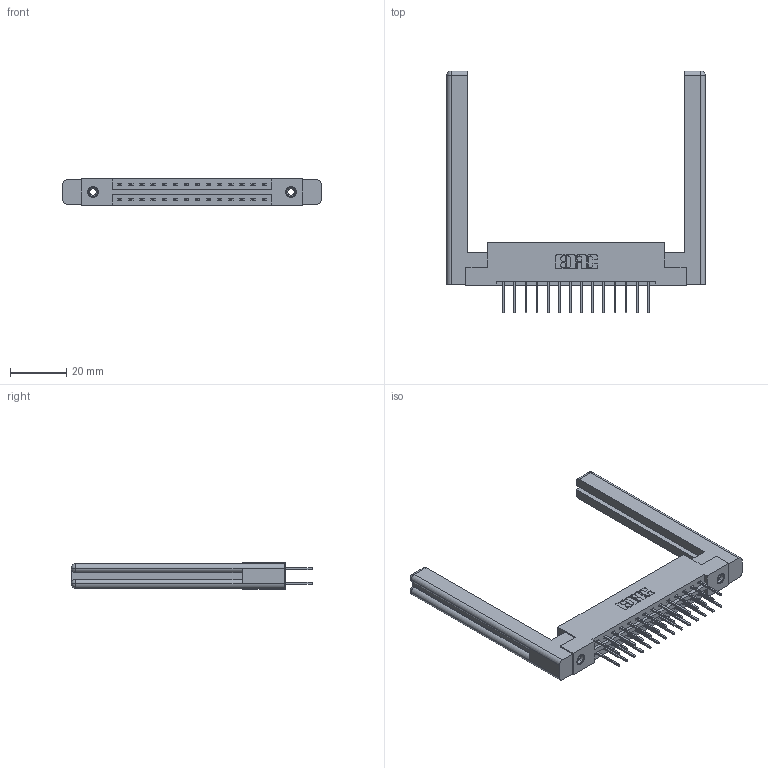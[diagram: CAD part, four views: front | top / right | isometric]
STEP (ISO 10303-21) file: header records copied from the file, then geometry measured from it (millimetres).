
FILE_DESCRIPTION (( 'STEP AP203' ), '1' );
FILE_NAME ('337-028-523-258.STEP', '2019-10-08T16:53:22', ( '' ), ( '' ), 'SwSTEP 2.0', 'SolidWorks 2016', '' );
FILE_SCHEMA (( 'CONFIG_CONTROL_DESIGN' ));
Length unit declared in the file: inch
Products named in the file (5): 345-292-001_345-293-123; 337 Part_Flush Mounting Lugs - 0.156 Dia-TI; 307-220-058; 345-250-001_345-250-001-102; 337-028-523-258
Assembly tree (33 placements, depth 2):
  337-028-523-258
    337 Part_Flush Mounting Lugs - 0.156 Dia-TI
    345-292-001_345-293-123  x28
    345-250-001_345-250-001-102  x2
    307-220-058  x2
Bounding box: 92.1 x 86.24 x 9.4 mm (x, y, z)
Volume: 16533.3 mm3; surface area: 15664 mm2
Topology: 33 solids, 33 shells, 1768 faces, 5173 edges, 3398 vertices
Faces by surface type: plane 1218, cylinder 526, cone 12, torus 12
Entity records: 17128 total; most frequent: CARTESIAN_POINT 2917, ORIENTED_EDGE 2792, DIRECTION 2548, EDGE_CURVE 1396, VECTOR 1220, LINE 1220, VERTEX_POINT 922, AXIS2_PLACEMENT_3D 664
